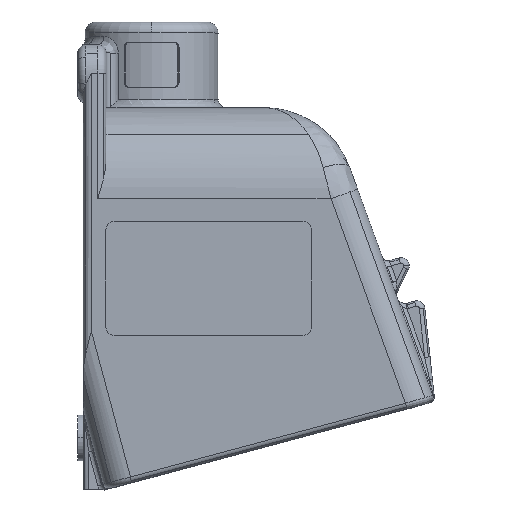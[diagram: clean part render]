
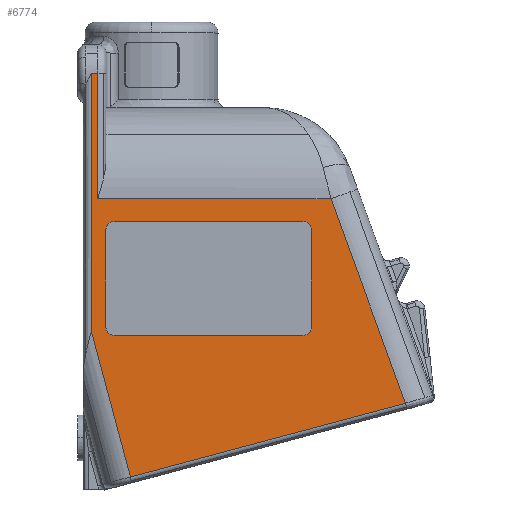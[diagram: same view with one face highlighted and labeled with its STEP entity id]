
A CAD part, top view. The second image highlights one B-rep face of the part: STEP entity #6774.
In plain terms, the highlighted planar face has unit normal (0, 0, 1).
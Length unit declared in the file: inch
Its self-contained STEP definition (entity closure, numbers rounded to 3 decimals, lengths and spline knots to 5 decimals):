
#125 = AXIS2_PLACEMENT_3D ( 'NONE', #3301, #2122, #5519 ) ;
#129 = VERTEX_POINT ( 'NONE', #5112 ) ;
#130 = CARTESIAN_POINT ( 'NONE',  ( 1.71633, -2.01178, 1.875 ) ) ;
#359 = CARTESIAN_POINT ( 'NONE',  ( 2.11975, -0.76178, 1.875 ) ) ;
#438 = LINE ( 'NONE', #6562, #7732 ) ;
#489 = ORIENTED_EDGE ( 'NONE', *, *, #9160, .T. ) ;
#580 = EDGE_CURVE ( 'NONE', #7214, #6775, #8555, .T. ) ;
#682 = CARTESIAN_POINT ( 'NONE',  ( -0.13025, -0.51178, 1.875 ) ) ;
#791 = DIRECTION ( 'NONE',  ( -0.259, 0.966, 0. ) ) ;
#917 = CARTESIAN_POINT ( 'NONE',  ( 0.22677, -3.56359, 1.875 ) ) ;
#1206 = DIRECTION ( 'NONE',  ( 0., 1., 0. ) ) ;
#1239 = DIRECTION ( 'NONE',  ( 0., -1., 0. ) ) ;
#1331 = ORIENTED_EDGE ( 'NONE', *, *, #10115, .F. ) ;
#1764 = EDGE_CURVE ( 'NONE', #11438, #9392, #8220, .T. ) ;
#1815 = FACE_BOUND ( 'NONE', #12994, .T. ) ;
#2122 = DIRECTION ( 'NONE',  ( 0., 0., 1. ) ) ;
#2209 = DIRECTION ( 'NONE',  ( 1., 0., 0. ) ) ;
#2492 = DIRECTION ( 'NONE',  ( 0., 0., -1. ) ) ;
#2619 = ORIENTED_EDGE ( 'NONE', *, *, #4159, .T. ) ;
#2661 = VECTOR ( 'NONE', #1239, 39.37008 ) ;
#2710 = CIRCLE ( 'NONE', #12753, 0.09 ) ;
#2778 = VECTOR ( 'NONE', #7224, 39.37008 ) ;
#3081 = ORIENTED_EDGE ( 'NONE', *, *, #580, .T. ) ;
#3301 = CARTESIAN_POINT ( 'NONE',  ( 1.3129, -1.52175, 1.875 ) ) ;
#3369 = CIRCLE ( 'NONE', #3626, 0.09 ) ;
#3408 = CARTESIAN_POINT ( 'NONE',  ( 2.11975, -1.92178, 1.875 ) ) ;
#3595 = EDGE_CURVE ( 'NONE', #9364, #12404, #438, .T. ) ;
#3626 = AXIS2_PLACEMENT_3D ( 'NONE', #6114, #2492, #13413 ) ;
#3745 = CARTESIAN_POINT ( 'NONE',  ( -0.13025, 0.86322, 1.875 ) ) ;
#3891 = CARTESIAN_POINT ( 'NONE',  ( 0.83897, -3.39956, 1.875 ) ) ;
#3949 = ORIENTED_EDGE ( 'NONE', *, *, #1764, .T. ) ;
#4004 = DIRECTION ( 'NONE',  ( 0., 1., 0. ) ) ;
#4159 = EDGE_CURVE ( 'NONE', #12596, #10632, #3369, .T. ) ;
#4648 = ORIENTED_EDGE ( 'NONE', *, *, #8661, .F. ) ;
#4698 = CARTESIAN_POINT ( 'NONE',  ( -0.04025, -0.85178, 1.875 ) ) ;
#5112 = CARTESIAN_POINT ( 'NONE',  ( 2.11975, -2.01178, 1.875 ) ) ;
#5359 = DIRECTION ( 'NONE',  ( -1., 0., 0. ) ) ;
#5476 = VECTOR ( 'NONE', #791, 39.37008 ) ;
#5487 = VERTEX_POINT ( 'NONE', #9154 ) ;
#5519 = DIRECTION ( 'NONE',  ( 1., 0., 0. ) ) ;
#5563 = EDGE_CURVE ( 'NONE', #6775, #129, #10306, .T. ) ;
#5665 = ORIENTED_EDGE ( 'NONE', *, *, #5766, .F. ) ;
#5766 = EDGE_CURVE ( 'NONE', #15351, #13167, #15077, .T. ) ;
#5782 = EDGE_CURVE ( 'NONE', #9638, #7214, #2710, .T. ) ;
#6114 = CARTESIAN_POINT ( 'NONE',  ( 0.04975, -0.85178, 1.875 ) ) ;
#6118 = CARTESIAN_POINT ( 'NONE',  ( 0.68133, -0.76178, 1.875 ) ) ;
#6419 = CARTESIAN_POINT ( 'NONE',  ( 0.04975, -0.76178, 1.875 ) ) ;
#6540 = CARTESIAN_POINT ( 'NONE',  ( 2.11975, -0.85178, 1.875 ) ) ;
#6562 = CARTESIAN_POINT ( 'NONE',  ( 1.85311, -0.51178, 1.875 ) ) ;
#6734 = EDGE_CURVE ( 'NONE', #12404, #5487, #12446, .T. ) ;
#6774 = ADVANCED_FACE ( 'NONE', ( #1815, #7956 ), #12893, .T. ) ;
#6775 = VERTEX_POINT ( 'NONE', #10235 ) ;
#6967 = ORIENTED_EDGE ( 'NONE', *, *, #8269, .F. ) ;
#7077 = ORIENTED_EDGE ( 'NONE', *, *, #12611, .T. ) ;
#7214 = VERTEX_POINT ( 'NONE', #10912 ) ;
#7224 = DIRECTION ( 'NONE',  ( 1., 0., 0. ) ) ;
#7466 = AXIS2_PLACEMENT_3D ( 'NONE', #13581, #11460, #9893 ) ;
#7492 = ORIENTED_EDGE ( 'NONE', *, *, #5563, .T. ) ;
#7505 = ORIENTED_EDGE ( 'NONE', *, *, #15064, .T. ) ;
#7732 = VECTOR ( 'NONE', #12290, 39.37008 ) ;
#7742 = ORIENTED_EDGE ( 'NONE', *, *, #3595, .F. ) ;
#7903 = EDGE_CURVE ( 'NONE', #13167, #14201, #13514, .T. ) ;
#7956 = FACE_OUTER_BOUND ( 'NONE', #8922, .T. ) ;
#8002 = VECTOR ( 'NONE', #8702, 39.37008 ) ;
#8220 = CIRCLE ( 'NONE', #7466, 0.09 ) ;
#8249 = LINE ( 'NONE', #14212, #10434 ) ;
#8269 = EDGE_CURVE ( 'NONE', #13562, #9364, #14668, .T. ) ;
#8334 = CARTESIAN_POINT ( 'NONE',  ( -0.20025, -1.96992, 1.875 ) ) ;
#8367 = CARTESIAN_POINT ( 'NONE',  ( 0.04975, -2.01178, 1.875 ) ) ;
#8555 = LINE ( 'NONE', #13417, #2661 ) ;
#8661 = EDGE_CURVE ( 'NONE', #5487, #15351, #11041, .T. ) ;
#8702 = DIRECTION ( 'NONE',  ( -0.966, -0.259, 0. ) ) ;
#8922 = EDGE_LOOP ( 'NONE', ( #6967, #1331, #10587, #5665, #4648, #9071, #7742 ) ) ;
#9071 = ORIENTED_EDGE ( 'NONE', *, *, #6734, .F. ) ;
#9154 = CARTESIAN_POINT ( 'NONE',  ( 3.24391, -2.75516, 1.875 ) ) ;
#9160 = EDGE_CURVE ( 'NONE', #10632, #9638, #15540, .T. ) ;
#9213 = CARTESIAN_POINT ( 'NONE',  ( -0.10087, -2.34081, 1.875 ) ) ;
#9299 = LINE ( 'NONE', #11882, #15347 ) ;
#9364 = VERTEX_POINT ( 'NONE', #682 ) ;
#9392 = VERTEX_POINT ( 'NONE', #12626 ) ;
#9471 = DIRECTION ( 'NONE',  ( 0., 0., -1. ) ) ;
#9638 = VERTEX_POINT ( 'NONE', #359 ) ;
#9808 = DIRECTION ( 'NONE',  ( 0., -1., 0. ) ) ;
#9893 = DIRECTION ( 'NONE',  ( 1., 0., 0. ) ) ;
#10025 = VECTOR ( 'NONE', #9808, 39.37008 ) ;
#10115 = EDGE_CURVE ( 'NONE', #14201, #13562, #9299, .T. ) ;
#10235 = CARTESIAN_POINT ( 'NONE',  ( 2.20975, -1.92178, 1.875 ) ) ;
#10271 = VECTOR ( 'NONE', #4004, 39.37008 ) ;
#10306 = CIRCLE ( 'NONE', #11055, 0.09 ) ;
#10411 = VECTOR ( 'NONE', #13837, 39.37008 ) ;
#10434 = VECTOR ( 'NONE', #13039, 39.37008 ) ;
#10587 = ORIENTED_EDGE ( 'NONE', *, *, #7903, .F. ) ;
#10628 = VECTOR ( 'NONE', #13254, 39.37008 ) ;
#10632 = VERTEX_POINT ( 'NONE', #6419 ) ;
#10770 = ORIENTED_EDGE ( 'NONE', *, *, #5782, .T. ) ;
#10912 = CARTESIAN_POINT ( 'NONE',  ( 2.20975, -0.85178, 1.875 ) ) ;
#11041 = LINE ( 'NONE', #3891, #8002 ) ;
#11055 = AXIS2_PLACEMENT_3D ( 'NONE', #3408, #9471, #1206 ) ;
#11330 = DIRECTION ( 'NONE',  ( 0., 0., -1. ) ) ;
#11438 = VERTEX_POINT ( 'NONE', #8367 ) ;
#11460 = DIRECTION ( 'NONE',  ( 0., 0., -1. ) ) ;
#11882 = CARTESIAN_POINT ( 'NONE',  ( 0.57383, 0.86322, 1.875 ) ) ;
#12290 = DIRECTION ( 'NONE',  ( 1., 0., 0. ) ) ;
#12401 = CARTESIAN_POINT ( 'NONE',  ( 2.42739, -0.51178, 1.875 ) ) ;
#12404 = VERTEX_POINT ( 'NONE', #12401 ) ;
#12446 = LINE ( 'NONE', #13914, #10411 ) ;
#12596 = VERTEX_POINT ( 'NONE', #4698 ) ;
#12611 = EDGE_CURVE ( 'NONE', #129, #11438, #14276, .T. ) ;
#12626 = CARTESIAN_POINT ( 'NONE',  ( -0.04025, -1.92178, 1.875 ) ) ;
#12753 = AXIS2_PLACEMENT_3D ( 'NONE', #6540, #11330, #5359 ) ;
#12893 = PLANE ( 'NONE',  #125 ) ;
#12994 = EDGE_LOOP ( 'NONE', ( #2619, #489, #10770, #3081, #7492, #7077, #3949, #7505 ) ) ;
#13039 = DIRECTION ( 'NONE',  ( 0., 1., 0. ) ) ;
#13167 = VERTEX_POINT ( 'NONE', #8334 ) ;
#13254 = DIRECTION ( 'NONE',  ( -1., 0., 0. ) ) ;
#13332 = CARTESIAN_POINT ( 'NONE',  ( -0.13025, -0.17177, 1.875 ) ) ;
#13413 = DIRECTION ( 'NONE',  ( 0., -1., 0. ) ) ;
#13417 = CARTESIAN_POINT ( 'NONE',  ( 2.20975, -1.18677, 1.875 ) ) ;
#13514 = LINE ( 'NONE', #14760, #10271 ) ;
#13562 = VERTEX_POINT ( 'NONE', #3745 ) ;
#13581 = CARTESIAN_POINT ( 'NONE',  ( 0.04975, -1.92178, 1.875 ) ) ;
#13837 = DIRECTION ( 'NONE',  ( 0.342, -0.94, 0. ) ) ;
#13914 = CARTESIAN_POINT ( 'NONE',  ( 2.9477, -1.94133, 1.875 ) ) ;
#14201 = VERTEX_POINT ( 'NONE', #15263 ) ;
#14212 = CARTESIAN_POINT ( 'NONE',  ( -0.04025, -1.72177, 1.875 ) ) ;
#14276 = LINE ( 'NONE', #130, #10628 ) ;
#14668 = LINE ( 'NONE', #13332, #10025 ) ;
#14760 = CARTESIAN_POINT ( 'NONE',  ( -0.20025, -0.51677, 1.875 ) ) ;
#15064 = EDGE_CURVE ( 'NONE', #9392, #12596, #8249, .T. ) ;
#15077 = LINE ( 'NONE', #9213, #5476 ) ;
#15263 = CARTESIAN_POINT ( 'NONE',  ( -0.20025, 0.86322, 1.875 ) ) ;
#15347 = VECTOR ( 'NONE', #2209, 39.37008 ) ;
#15351 = VERTEX_POINT ( 'NONE', #917 ) ;
#15540 = LINE ( 'NONE', #6118, #2778 ) ;
